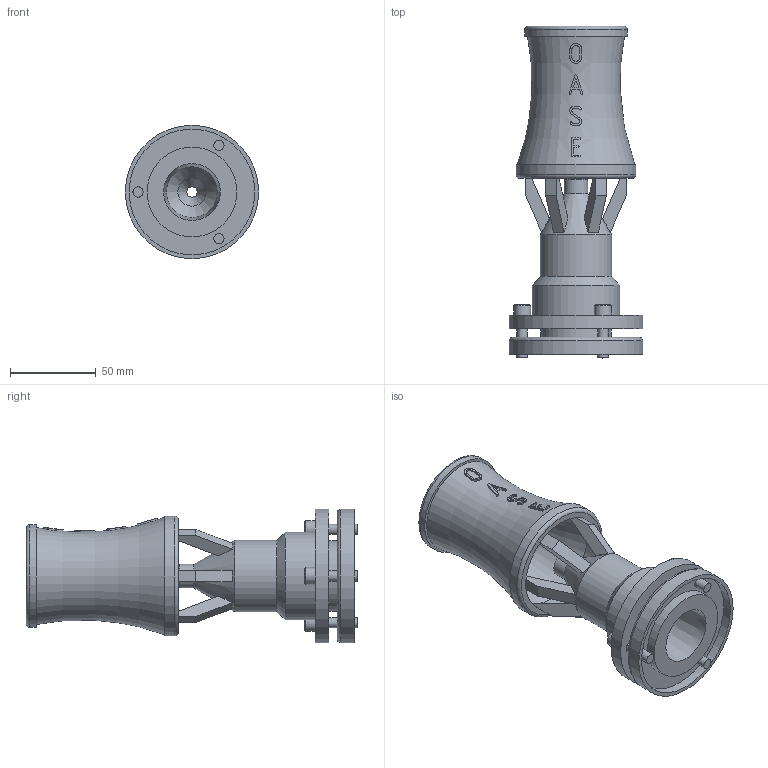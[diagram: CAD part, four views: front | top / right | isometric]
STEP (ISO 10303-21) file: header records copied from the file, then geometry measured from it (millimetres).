
FILE_DESCRIPTION(/* description */ (''),/* implementation_level */ '2;1');
FILE_NAME(/* name */ '89051_Cascade_50.stp',/* time_stamp */ '2017-08-18T11:12:44+02:00',/* author */ ('guzb562'),/* organization */ (''),/* preprocessor_version */ 'ST-DEVELOPER v16.1',/* originating_system */ 'Autodesk Inventor 2016',/* authorisation */ '');
FILE_SCHEMA (('AUTOMOTIVE_DESIGN { 1 0 10303 214 3 1 1 }'));
Length unit declared in the file: millimetre
Products named in the file (1): 89051_Cascade_50
Bounding box: 78 x 194 x 78 mm (x, y, z)
Volume: 233964.3 mm3; surface area: 75186.6 mm2
Topology: 2 solids, 2 shells, 176 faces, 427 edges, 277 vertices
Faces by surface type: plane 108, cylinder 48, torus 14, cone 6
Full cylindrical faces by diameter (mm): 6 x6, 6.221 x1, 10 x3, 14 x1, 16.545 x1, 18.062 x1, 41 x1, 42 x1, 51 x1, 52.5 x1, 60 x1, 70 x1, 73.5 x1, 78 x2
Entity records: 6103 total; most frequent: CARTESIAN_POINT 2058, ORIENTED_EDGE 790, DIRECTION 777, EDGE_CURVE 389, AXIS2_PLACEMENT_3D 281, VERTEX_POINT 276, EDGE_LOOP 251, LINE 215
